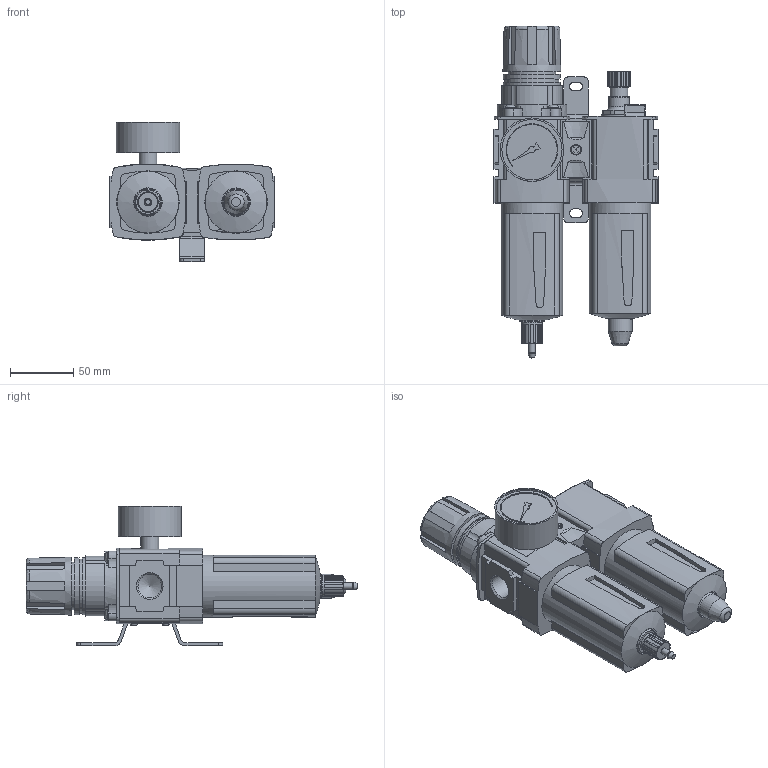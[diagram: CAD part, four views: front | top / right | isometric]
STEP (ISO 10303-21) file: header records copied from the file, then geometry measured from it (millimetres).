
FILE_DESCRIPTION( ( 'STEP AP214' ), ' ' );
FILE_NAME( 'P32CA14GEMNGLNW.stp', '2017-09-21T09:09:47', ( '' ), ( '' ), ' ', 'PARTsolutions', ' ' );
FILE_SCHEMA( ( 'AUTOMOTIVE_DESIGN { 1 0 10303 214 1 1 1 1 }' ) );
Length unit declared in the file: inch
Products named in the file (9): P32CA14GEMNGLNW; _P32EB14EGG_body; _P32EBGM_bowl; _P32EBGM_drain; _P32EBGM_regulator; _P32EB1GG_gauge; _P32KA00MT_TBC; _P32LB14LGNN_body; _P32LBG_bowl
Assembly tree (8 placements, depth 2):
  P32CA14GEMNGLNW
    _P32EB14EGG_body
    _P32EBGM_bowl
    _P32EBGM_drain
    _P32EBGM_regulator
    _P32EB1GG_gauge
    _P32KA00MT_TBC
    _P32LB14LGNN_body
    _P32LBG_bowl
Bounding box: 129.5 x 261.75 x 110.1 mm (x, y, z)
Volume: 754235.5 mm3; surface area: 184933.7 mm2
Topology: 8 solids, 14 shells, 820 faces, 2147 edges, 1419 vertices
Faces by surface type: plane 455, cylinder 292, torus 33, cone 32, bspline 7, sphere 1
Full cylindrical faces by diameter (mm): 4 x9, 4.6 x1, 5.156 x1, 5.5 x4, 5.588 x2, 6.172 x1, 7.938 x1, 11.445 x1, 12.7 x1, 13.157 x2, 13.97 x2, 14 x1, 14.453 x1, 16.256 x1, 16.51 x2, 18.631 x4, 18.923 x1, 19.05 x1, 21.59 x2, 22.1 x1, 28 x1, 37.4 x1, 42.6 x1, 43.612 x2, 44.12 x2, 45 x2, 46.736 x4, 47.244 x4, 47.46 x1, 48.77 x2
Entity records: 32016 total; most frequent: CARTESIAN_POINT 5173, DIRECTION 4321, ORIENTED_EDGE 3982, EDGE_CURVE 1991, AXIS2_PLACEMENT_3D 1578, VERTEX_POINT 1394, LINE 1165, VECTOR 1165
